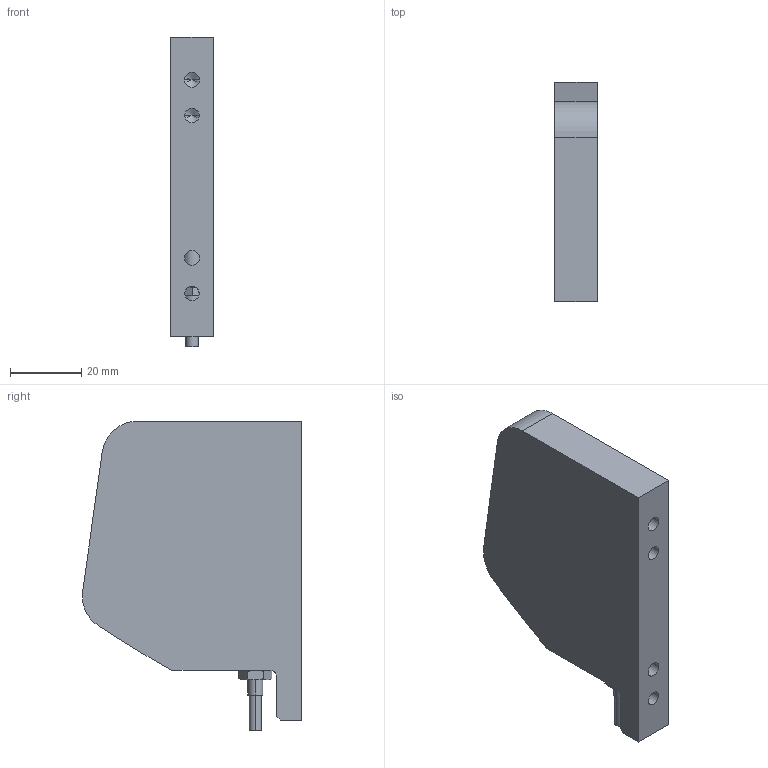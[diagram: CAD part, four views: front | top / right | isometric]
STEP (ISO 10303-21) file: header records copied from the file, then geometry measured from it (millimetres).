
FILE_DESCRIPTION (( 'STEP AP214' ), '1' );
FILE_NAME ('46745~0.STEP', '2019-01-04T10:00:16', ( '' ), ( '' ), 'SwSTEP 2.0', 'SolidWorks 2018', '' );
FILE_SCHEMA (( 'AUTOMOTIVE_DESIGN' ));
Length unit declared in the file: millimetre
Products named in the file (4): 47256~1_KUNDE<S>; 46745~0; 44833~0_ohne Muttern<S>; 38799~0_M 5 B
Assembly tree (3 placements, depth 2):
  46745~0
    47256~1_KUNDE<S>
    44833~0_ohne Muttern<S>
    38799~0_M 5 B
Bounding box: 12 x 61.6 x 87 mm (x, y, z)
Volume: 48271.2 mm3; surface area: 12681.5 mm2
Topology: 3 solids, 3 shells, 84 faces, 188 edges, 108 vertices
Faces by surface type: cylinder 32, cone 31, plane 21
Entity records: 2904 total; most frequent: CARTESIAN_POINT 665, DIRECTION 383, ORIENTED_EDGE 364, EDGE_CURVE 182, AXIS2_PLACEMENT_3D 154, VERTEX_POINT 108, EDGE_LOOP 94, ADVANCED_FACE 84
